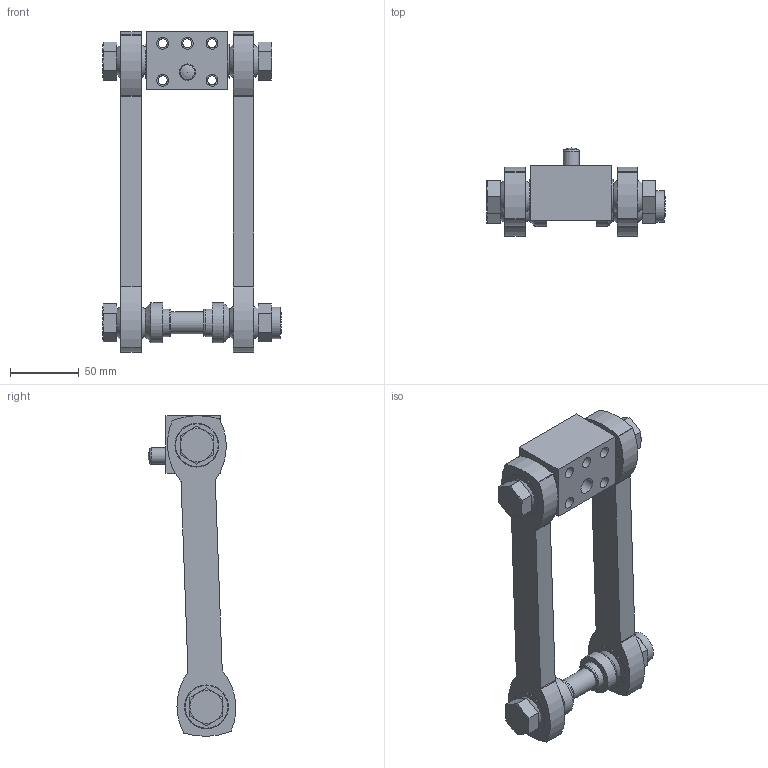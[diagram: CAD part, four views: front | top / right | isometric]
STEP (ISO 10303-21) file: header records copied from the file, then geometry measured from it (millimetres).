
FILE_DESCRIPTION(/* description */ ('STEP AP214'),/* implementation_level */ '2;1');
FILE_NAME(/* name */ '2349280_DARD-L1-80-M',/* time_stamp */ '2024-08-14T14:52:23+02:00',/* author */ ('License CC BY-ND 4.0'),/* organization */ ('CADENAS'),/* preprocessor_version */ 'ST-DEVELOPER v19.3',/* originating_system */ 'PARTsolutions',/* authorisation */ ' ');
FILE_SCHEMA (('AUTOMOTIVE_DESIGN {1 0 10303 214 3 1 1}'));
Length unit declared in the file: millimetre
Products named in the file (5): 2349280 DARD-L1-80-M; 2349280 DARD-L1-80-M_p2; 2349280 DARD-L1-80-M_f; 2349280 DARD-L1-80-M_klotz; DIN-7 - 12m6x28(F)
Assembly tree (5 placements, depth 2):
  2349280 DARD-L1-80-M
    2349280 DARD-L1-80-M_p2
    2349280 DARD-L1-80-M_f  x2
    2349280 DARD-L1-80-M_klotz
    DIN-7 - 12m6x28(F)
Bounding box: 130 x 63.94 x 233.86 mm (x, y, z)
Volume: 358055.1 mm3; surface area: 85245.9 mm2
Topology: 5 solids, 5 shells, 179 faces, 392 edges, 250 vertices
Faces by surface type: plane 69, cylinder 56, cone 42, sphere 10, torus 2
Full cylindrical faces by diameter (mm): 6.647 x5, 8.5 x5, 12 x2, 16 x1, 20 x2, 23 x1, 25 x2, 29 x2, 32 x8
Entity records: 3860 total; most frequent: CARTESIAN_POINT 743, DIRECTION 644, ORIENTED_EDGE 514, AXIS2_PLACEMENT_3D 282, EDGE_CURVE 257, EDGE_LOOP 234, FACE_BOUND 234, VERTEX_POINT 189
